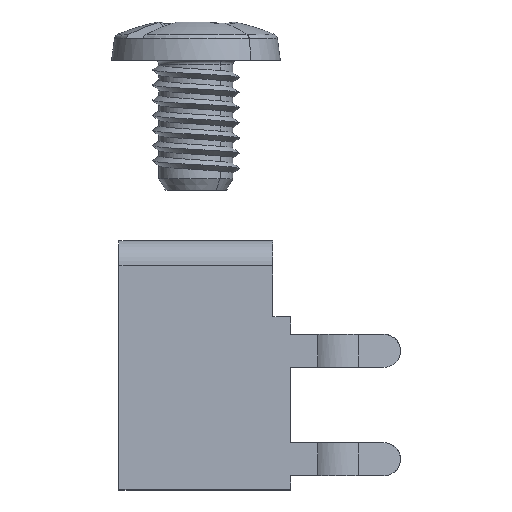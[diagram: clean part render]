
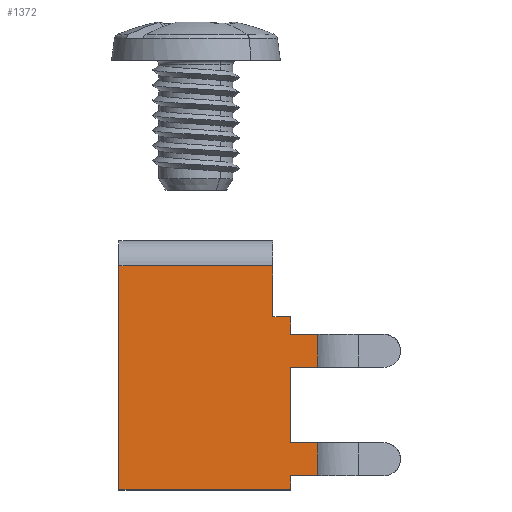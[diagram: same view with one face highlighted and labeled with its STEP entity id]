
A CAD part, left-side view. The second image highlights one B-rep face of the part: STEP entity #1372.
In plain terms, the highlighted planar face has unit normal (-0.999, 0, 0.034).
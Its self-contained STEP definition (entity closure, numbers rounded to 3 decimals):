
#728 = AXIS2_PLACEMENT_3D ( 'NONE', #752, #746, #753 ) ;
#746 = DIRECTION ( 'NONE',  ( -0.999, 0., 0.034 ) ) ;
#751 = DIRECTION ( 'NONE',  ( 0., 1., 0. ) ) ;
#752 = CARTESIAN_POINT ( 'NONE',  ( -4.166, 7.925, -1.153 ) ) ;
#753 = DIRECTION ( 'NONE',  ( 0.034, 0., 0.999 ) ) ;
#876 = PLANE ( 'NONE',  #728 ) ;
#877 = FACE_OUTER_BOUND ( 'NONE', #1449, .T. ) ;
#878 = CARTESIAN_POINT ( 'NONE',  ( -4.521, 7.925, -11.481 ) ) ;
#879 = CARTESIAN_POINT ( 'NONE',  ( -4.521, 0., -11.481 ) ) ;
#880 = CARTESIAN_POINT ( 'NONE',  ( -4.499, 0., -10.846 ) ) ;
#881 = DIRECTION ( 'NONE',  ( 0.034, 0., 0.999 ) ) ;
#882 = VECTOR ( 'NONE', #881, 1000. ) ;
#883 = CARTESIAN_POINT ( 'NONE',  ( -4.166, 0., -1.153 ) ) ;
#884 = LINE ( 'NONE', #883, #882 ) ;
#946 = VECTOR ( 'NONE', #751, 1000. ) ;
#947 = CARTESIAN_POINT ( 'NONE',  ( -4.247, 7.925, -3.505 ) ) ;
#948 = LINE ( 'NONE', #947, #946 ) ;
#949 = CARTESIAN_POINT ( 'NONE',  ( -4.447, -1.254, -9.322 ) ) ;
#950 = DIRECTION ( 'NONE',  ( 0.034, 0., 0.999 ) ) ;
#951 = VECTOR ( 'NONE', #950, 1000. ) ;
#952 = CARTESIAN_POINT ( 'NONE',  ( -4.166, -1.254, -1.153 ) ) ;
#953 = LINE ( 'NONE', #952, #951 ) ;
#962 = DIRECTION ( 'NONE',  ( 0., -1., 0. ) ) ;
#963 = VECTOR ( 'NONE', #962, 1000. ) ;
#964 = CARTESIAN_POINT ( 'NONE',  ( -4.521, 7.925, -11.481 ) ) ;
#965 = LINE ( 'NONE', #964, #963 ) ;
#966 = CARTESIAN_POINT ( 'NONE',  ( -4.275, 0., -4.318 ) ) ;
#974 = CARTESIAN_POINT ( 'NONE',  ( -4.166, 7.925, -1.153 ) ) ;
#982 = CARTESIAN_POINT ( 'NONE',  ( -4.447, 0., -9.322 ) ) ;
#983 = VECTOR ( 'NONE', #1007, 1000. ) ;
#984 = VECTOR ( 'NONE', #996, 1000. ) ;
#985 = LINE ( 'NONE', #1042, #1041 ) ;
#986 = DIRECTION ( 'NONE',  ( 0., -1., 0. ) ) ;
#987 = VECTOR ( 'NONE', #986, 1000. ) ;
#988 = CARTESIAN_POINT ( 'NONE',  ( -4.327, 7.925, -5.842 ) ) ;
#989 = LINE ( 'NONE', #988, #987 ) ;
#990 = CARTESIAN_POINT ( 'NONE',  ( -4.327, 0., -5.842 ) ) ;
#991 = DIRECTION ( 'NONE',  ( 0.034, 0., 0.999 ) ) ;
#992 = VECTOR ( 'NONE', #991, 1000. ) ;
#993 = CARTESIAN_POINT ( 'NONE',  ( -4.166, 0., -1.153 ) ) ;
#994 = LINE ( 'NONE', #993, #992 ) ;
#996 = DIRECTION ( 'NONE',  ( 0.034, 0., 0.999 ) ) ;
#1002 = CARTESIAN_POINT ( 'NONE',  ( -4.166, 0.813, -1.153 ) ) ;
#1003 = LINE ( 'NONE', #1002, #984 ) ;
#1007 = DIRECTION ( 'NONE',  ( 0., 1., 0. ) ) ;
#1008 = CARTESIAN_POINT ( 'NONE',  ( -4.447, 7.925, -9.322 ) ) ;
#1009 = LINE ( 'NONE', #1008, #983 ) ;
#1010 = CARTESIAN_POINT ( 'NONE',  ( -4.166, 0.813, -1.153 ) ) ;
#1011 = CARTESIAN_POINT ( 'NONE',  ( -4.247, 0.813, -3.505 ) ) ;
#1016 = DIRECTION ( 'NONE',  ( -0.034, 0., -0.999 ) ) ;
#1017 = VECTOR ( 'NONE', #1016, 1000. ) ;
#1018 = CARTESIAN_POINT ( 'NONE',  ( -4.166, 7.925, -1.153 ) ) ;
#1019 = LINE ( 'NONE', #1018, #1017 ) ;
#1026 = DIRECTION ( 'NONE',  ( 0.034, 0., 0.999 ) ) ;
#1027 = VECTOR ( 'NONE', #1026, 1000. ) ;
#1028 = CARTESIAN_POINT ( 'NONE',  ( -4.166, -1.254, -1.153 ) ) ;
#1029 = LINE ( 'NONE', #1028, #1027 ) ;
#1030 = CARTESIAN_POINT ( 'NONE',  ( -4.327, -1.254, -5.842 ) ) ;
#1039 = CARTESIAN_POINT ( 'NONE',  ( -4.499, -1.254, -10.846 ) ) ;
#1040 = DIRECTION ( 'NONE',  ( 0., 1., 0. ) ) ;
#1041 = VECTOR ( 'NONE', #1040, 1000. ) ;
#1042 = CARTESIAN_POINT ( 'NONE',  ( -4.275, 7.925, -4.318 ) ) ;
#1044 = DIRECTION ( 'NONE',  ( 0., -1., 0. ) ) ;
#1045 = VECTOR ( 'NONE', #1044, 1000. ) ;
#1046 = CARTESIAN_POINT ( 'NONE',  ( -4.499, 7.925, -10.846 ) ) ;
#1047 = LINE ( 'NONE', #1046, #1045 ) ;
#1049 = CARTESIAN_POINT ( 'NONE',  ( -4.166, 7.925, -1.153 ) ) ;
#1050 = LINE ( 'NONE', #1049, #1056 ) ;
#1051 = DIRECTION ( 'NONE',  ( 0.034, 0., 0.999 ) ) ;
#1052 = VECTOR ( 'NONE', #1051, 1000. ) ;
#1053 = CARTESIAN_POINT ( 'NONE',  ( -4.166, 0., -1.153 ) ) ;
#1054 = LINE ( 'NONE', #1053, #1052 ) ;
#1055 = DIRECTION ( 'NONE',  ( 0., -1., 0. ) ) ;
#1056 = VECTOR ( 'NONE', #1055, 1000. ) ;
#1057 = CARTESIAN_POINT ( 'NONE',  ( -4.247, 0., -3.505 ) ) ;
#1092 = CARTESIAN_POINT ( 'NONE',  ( -4.275, -1.254, -4.318 ) ) ;
#1367 = EDGE_CURVE ( 'NONE', #1370, #1368, #884, .T. ) ;
#1368 = VERTEX_POINT ( 'NONE', #880 ) ;
#1370 = VERTEX_POINT ( 'NONE', #879 ) ;
#1371 = VERTEX_POINT ( 'NONE', #878 ) ;
#1372 = ADVANCED_FACE ( 'NONE', ( #877 ), #876, .T. ) ;
#1395 = ORIENTED_EDGE ( 'NONE', *, *, #1403, .T. ) ;
#1397 = ORIENTED_EDGE ( 'NONE', *, *, #1434, .T. ) ;
#1398 = ORIENTED_EDGE ( 'NONE', *, *, #1399, .T. ) ;
#1399 = EDGE_CURVE ( 'NONE', #1440, #1400, #953, .T. ) ;
#1400 = VERTEX_POINT ( 'NONE', #949 ) ;
#1401 = ORIENTED_EDGE ( 'NONE', *, *, #1402, .T. ) ;
#1402 = EDGE_CURVE ( 'NONE', #1463, #1404, #948, .T. ) ;
#1403 = EDGE_CURVE ( 'NONE', #1404, #1429, #1003, .T. ) ;
#1404 = VERTEX_POINT ( 'NONE', #1011 ) ;
#1406 = EDGE_CURVE ( 'NONE', #1408, #1464, #1029, .T. ) ;
#1407 = ORIENTED_EDGE ( 'NONE', *, *, #1436, .T. ) ;
#1408 = VERTEX_POINT ( 'NONE', #1030 ) ;
#1410 = ORIENTED_EDGE ( 'NONE', *, *, #1411, .T. ) ;
#1411 = EDGE_CURVE ( 'NONE', #1428, #1371, #1019, .T. ) ;
#1415 = EDGE_CURVE ( 'NONE', #1368, #1440, #1047, .T. ) ;
#1417 = ORIENTED_EDGE ( 'NONE', *, *, #1453, .T. ) ;
#1418 = ORIENTED_EDGE ( 'NONE', *, *, #1406, .T. ) ;
#1428 = VERTEX_POINT ( 'NONE', #974 ) ;
#1429 = VERTEX_POINT ( 'NONE', #1010 ) ;
#1430 = ORIENTED_EDGE ( 'NONE', *, *, #1431, .T. ) ;
#1431 = EDGE_CURVE ( 'NONE', #1400, #1432, #1009, .T. ) ;
#1432 = VERTEX_POINT ( 'NONE', #982 ) ;
#1434 = EDGE_CURVE ( 'NONE', #1432, #1435, #994, .T. ) ;
#1435 = VERTEX_POINT ( 'NONE', #990 ) ;
#1436 = EDGE_CURVE ( 'NONE', #1435, #1408, #989, .T. ) ;
#1437 = EDGE_CURVE ( 'NONE', #1464, #1451, #985, .T. ) ;
#1438 = ORIENTED_EDGE ( 'NONE', *, *, #1437, .T. ) ;
#1439 = ORIENTED_EDGE ( 'NONE', *, *, #1367, .T. ) ;
#1440 = VERTEX_POINT ( 'NONE', #1039 ) ;
#1449 = EDGE_LOOP ( 'NONE', ( #1417, #1439, #1450, #1398, #1430, #1397, #1407, #1418, #1438, #1452, #1401, #1395, #1460, #1410 ) ) ;
#1450 = ORIENTED_EDGE ( 'NONE', *, *, #1415, .T. ) ;
#1451 = VERTEX_POINT ( 'NONE', #966 ) ;
#1452 = ORIENTED_EDGE ( 'NONE', *, *, #1462, .T. ) ;
#1453 = EDGE_CURVE ( 'NONE', #1371, #1370, #965, .T. ) ;
#1460 = ORIENTED_EDGE ( 'NONE', *, *, #1461, .F. ) ;
#1461 = EDGE_CURVE ( 'NONE', #1428, #1429, #1050, .T. ) ;
#1462 = EDGE_CURVE ( 'NONE', #1451, #1463, #1054, .T. ) ;
#1463 = VERTEX_POINT ( 'NONE', #1057 ) ;
#1464 = VERTEX_POINT ( 'NONE', #1092 ) ;
